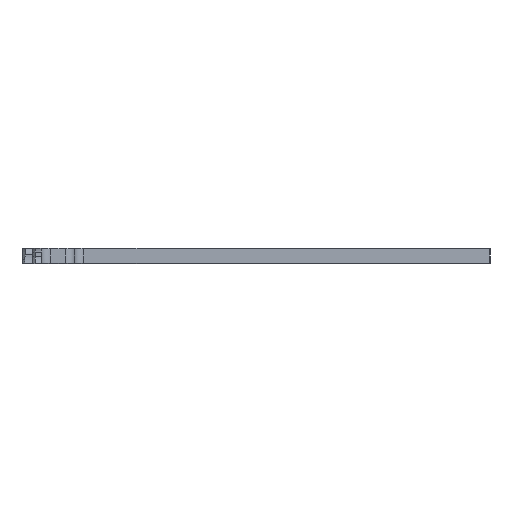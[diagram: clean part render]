
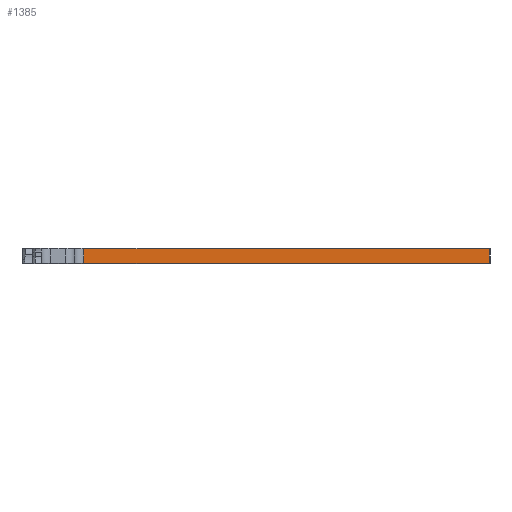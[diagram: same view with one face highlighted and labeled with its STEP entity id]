
A CAD part, left-side view. The second image highlights one B-rep face of the part: STEP entity #1385.
In plain terms, the highlighted planar face has unit normal (-1, 0, 0).
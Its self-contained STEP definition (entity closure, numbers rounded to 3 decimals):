
#177=FACE_OUTER_BOUND('',#268,.T.);
#268=EDGE_LOOP('',(#1081,#1082,#1083,#1084));
#357=LINE('',#2149,#486);
#367=LINE('',#2176,#496);
#391=LINE('',#2323,#520);
#399=LINE('',#2345,#528);
#486=VECTOR('',#1665,10.);
#496=VECTOR('',#1693,10.);
#520=VECTOR('',#1759,10.);
#528=VECTOR('',#1781,10.);
#618=VERTEX_POINT('',#2131);
#622=VERTEX_POINT('',#2142);
#631=VERTEX_POINT('',#2170);
#648=VERTEX_POINT('',#2319);
#754=EDGE_CURVE('',#622,#618,#357,.T.);
#768=EDGE_CURVE('',#631,#622,#367,.T.);
#801=EDGE_CURVE('',#618,#648,#391,.T.);
#811=EDGE_CURVE('',#648,#631,#399,.T.);
#1081=ORIENTED_EDGE('',*,*,#801,.F.);
#1082=ORIENTED_EDGE('',*,*,#754,.F.);
#1083=ORIENTED_EDGE('',*,*,#768,.F.);
#1084=ORIENTED_EDGE('',*,*,#811,.F.);
#1324=PLANE('',#1499);
#1385=ADVANCED_FACE('',(#177),#1324,.F.);
#1499=AXIS2_PLACEMENT_3D('',#2344,#1779,#1780);
#1665=DIRECTION('',(0.,0.,-1.));
#1693=DIRECTION('',(0.,-1.,0.));
#1759=DIRECTION('',(0.,1.,0.));
#1779=DIRECTION('center_axis',(1.,0.,0.));
#1780=DIRECTION('ref_axis',(0.,-1.,0.));
#1781=DIRECTION('',(0.,0.,1.));
#2131=CARTESIAN_POINT('',(169.824,47.438,47.3));
#2142=CARTESIAN_POINT('',(169.824,47.438,49.75));
#2149=CARTESIAN_POINT('',(169.824,47.438,53.6));
#2170=CARTESIAN_POINT('',(169.824,116.831,49.75));
#2176=CARTESIAN_POINT('',(169.824,54.556,49.75));
#2319=CARTESIAN_POINT('',(169.824,116.831,47.3));
#2323=CARTESIAN_POINT('',(169.824,127.598,47.3));
#2344=CARTESIAN_POINT('Origin',(169.824,118.431,60.));
#2345=CARTESIAN_POINT('',(169.824,116.831,60.));
